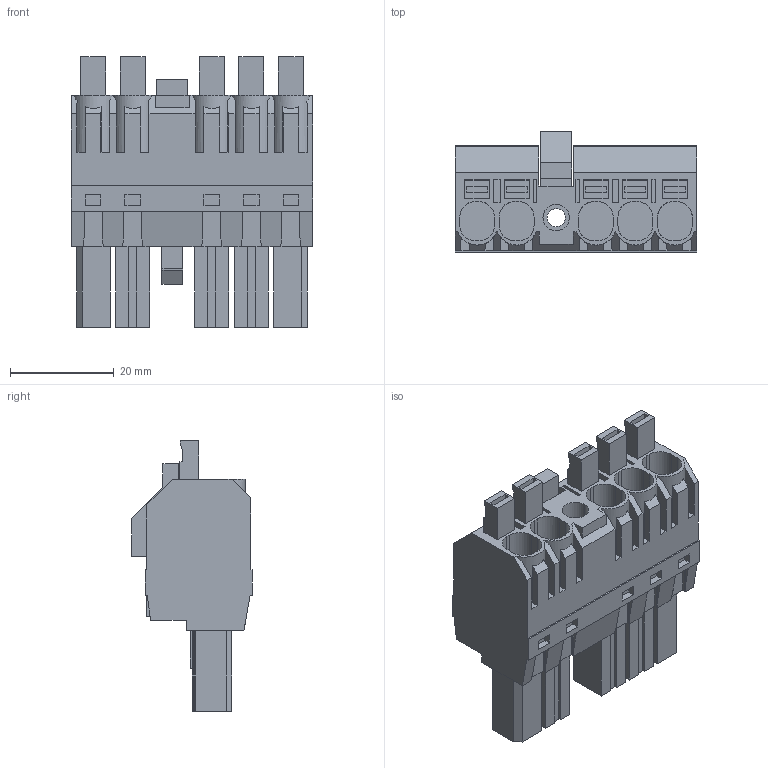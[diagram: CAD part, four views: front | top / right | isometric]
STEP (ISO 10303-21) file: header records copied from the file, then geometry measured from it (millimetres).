
FILE_DESCRIPTION(('CATIA V5 STEP Exchange','CAx-IF Rec.Pracs.--- Model Styling and Organization---1.4--- 2014-01-23'),'2;1');
FILE_NAME ('D1530587_1_2549380000_2549380000.stp','2023-09-07T12:41:14+00:00',('none'),('Weidmueller'),'CATIA Version 5-6 Release 2016 SP3 HF44','CATIA V5 STEP AP214','none');
FILE_SCHEMA(('AUTOMOTIVE_DESIGN { 1 0 10303 214 1 1 1 1 }'));
Length unit declared in the file: millimetre
Products named in the file (1): 2549380000
Bounding box: 46.62 x 23.2 x 52.11 mm (x, y, z)
Volume: 26274.9 mm3; surface area: 13608.8 mm2
Topology: 7 solids, 7 shells, 579 faces, 1607 edges, 1083 vertices
Faces by surface type: plane 550, cylinder 29
Entity records: 17678 total; most frequent: CARTESIAN_POINT 3430, ORIENTED_EDGE 3214, DIRECTION 2424, EDGE_CURVE 1607, VECTOR 1529, LINE 1529, VERTEX_POINT 1083, EDGE_LOOP 622
